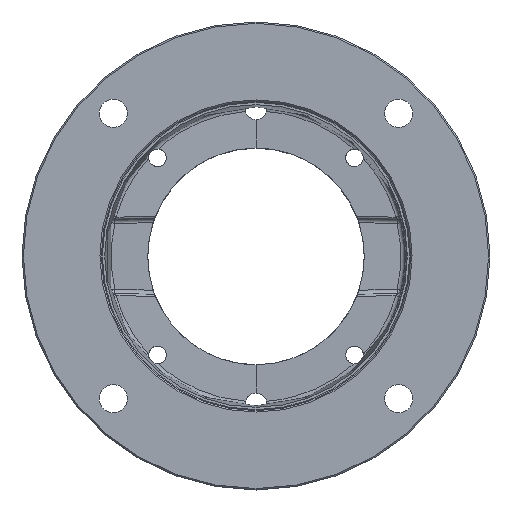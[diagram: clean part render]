
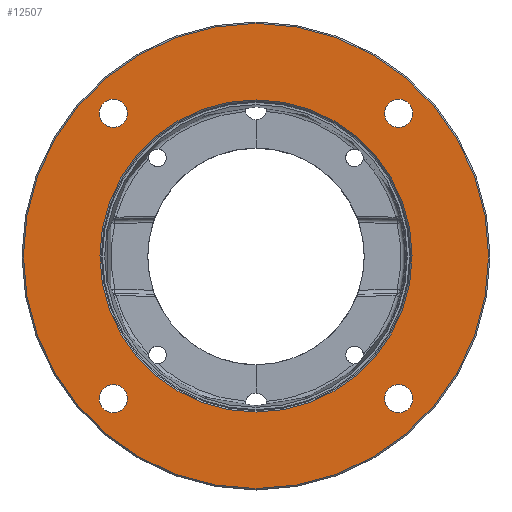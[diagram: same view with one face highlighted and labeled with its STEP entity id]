
A CAD part, top view. The second image highlights one B-rep face of the part: STEP entity #12507.
In plain terms, the highlighted planar face has unit normal (0, 0, 1).
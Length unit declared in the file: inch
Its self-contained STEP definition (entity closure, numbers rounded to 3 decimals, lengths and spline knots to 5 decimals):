
#12=CARTESIAN_POINT('',(0.,0.,-0.06));
#13=DIRECTION('',(0.,0.,1.));
#14=DIRECTION('',(0.,1.,0.));
#15=AXIS2_PLACEMENT_3D('',#12,#13,#14);
#21=CARTESIAN_POINT('',(0.,0.,-0.06));
#22=DIRECTION('',(0.,0.,-1.));
#23=DIRECTION('',(0.,1.,0.));
#24=AXIS2_PLACEMENT_3D('',#21,#22,#23);
#2125=CARTESIAN_POINT('',(-2.07713,2.07713,-0.06));
#2126=DIRECTION('',(0.,0.,-1.));
#2127=DIRECTION('',(-0.707,0.707,0.));
#2128=AXIS2_PLACEMENT_3D('',#2125,#2126,#2127);
#2130=CARTESIAN_POINT('',(-2.07713,2.07713,-0.06));
#2131=DIRECTION('',(0.,0.,-1.));
#2132=DIRECTION('',(0.707,-0.707,0.));
#2133=AXIS2_PLACEMENT_3D('',#2130,#2131,#2132);
#2135=CARTESIAN_POINT('',(-2.07713,-2.07713,-0.06));
#2136=DIRECTION('',(0.,0.,-1.));
#2137=DIRECTION('',(-0.707,-0.707,0.));
#2138=AXIS2_PLACEMENT_3D('',#2135,#2136,#2137);
#2140=CARTESIAN_POINT('',(-2.07713,-2.07713,-0.06));
#2141=DIRECTION('',(0.,0.,-1.));
#2142=DIRECTION('',(0.707,0.707,0.));
#2143=AXIS2_PLACEMENT_3D('',#2140,#2141,#2142);
#2145=CARTESIAN_POINT('',(2.07713,-2.07713,-0.06));
#2146=DIRECTION('',(0.,0.,-1.));
#2147=DIRECTION('',(0.707,-0.707,0.));
#2148=AXIS2_PLACEMENT_3D('',#2145,#2146,#2147);
#2150=CARTESIAN_POINT('',(2.07713,-2.07713,-0.06));
#2151=DIRECTION('',(0.,0.,-1.));
#2152=DIRECTION('',(-0.707,0.707,0.));
#2153=AXIS2_PLACEMENT_3D('',#2150,#2151,#2152);
#2155=CARTESIAN_POINT('',(2.07713,2.07713,-0.06));
#2156=DIRECTION('',(0.,0.,-1.));
#2157=DIRECTION('',(0.707,0.707,0.));
#2158=AXIS2_PLACEMENT_3D('',#2155,#2156,#2157);
#2160=CARTESIAN_POINT('',(2.07713,2.07713,-0.06));
#2161=DIRECTION('',(0.,0.,-1.));
#2162=DIRECTION('',(-0.707,-0.707,0.));
#2163=AXIS2_PLACEMENT_3D('',#2160,#2161,#2162);
#2165=CARTESIAN_POINT('',(0.,0.,-0.06));
#2166=DIRECTION('',(0.,0.,1.));
#2167=DIRECTION('',(0.,1.,0.));
#2168=AXIS2_PLACEMENT_3D('',#2165,#2166,#2167);
#2170=CARTESIAN_POINT('',(0.,0.,-0.06));
#2171=DIRECTION('',(0.,0.,1.));
#2172=DIRECTION('',(0.,-1.,0.));
#2173=AXIS2_PLACEMENT_3D('',#2170,#2171,#2172);
#8576=CARTESIAN_POINT('',(0.,3.385,-0.06));
#8577=CARTESIAN_POINT('',(0.,-3.385,-0.06));
#8578=VERTEX_POINT('',#8576);
#8579=VERTEX_POINT('',#8577);
#8604=CARTESIAN_POINT('',(-2.22208,2.22208,-0.06));
#8605=CARTESIAN_POINT('',(-1.93217,1.93217,-0.06));
#8606=VERTEX_POINT('',#8604);
#8607=VERTEX_POINT('',#8605);
#8624=CARTESIAN_POINT('',(-2.22208,-2.22208,-0.06));
#8625=CARTESIAN_POINT('',(-1.93217,-1.93217,-0.06));
#8626=VERTEX_POINT('',#8624);
#8627=VERTEX_POINT('',#8625);
#8632=CARTESIAN_POINT('',(2.22208,-2.22208,-0.06));
#8633=CARTESIAN_POINT('',(1.93217,-1.93217,-0.06));
#8634=VERTEX_POINT('',#8632);
#8635=VERTEX_POINT('',#8633);
#8640=CARTESIAN_POINT('',(2.22208,2.22208,-0.06));
#8641=CARTESIAN_POINT('',(1.93217,1.93217,-0.06));
#8642=VERTEX_POINT('',#8640);
#8643=VERTEX_POINT('',#8641);
#8664=CARTESIAN_POINT('',(0.,2.271,-0.06));
#8665=CARTESIAN_POINT('',(0.,-2.271,-0.06));
#8666=VERTEX_POINT('',#8664);
#8667=VERTEX_POINT('',#8665);
#12469=CARTESIAN_POINT('',(0.,0.,-0.06));
#12470=DIRECTION('',(0.,0.,1.));
#12471=DIRECTION('',(0.,1.,0.));
#12472=AXIS2_PLACEMENT_3D('',#12469,#12470,#12471);
#12473=PLANE('',#12472);
#12474=ORIENTED_EDGE('',*,*,#8834,.T.);
#12475=ORIENTED_EDGE('',*,*,#8819,.F.);
#12476=EDGE_LOOP('',(#12474,#12475));
#12477=FACE_OUTER_BOUND('',#12476,.F.);
#12479=ORIENTED_EDGE('',*,*,#12478,.F.);
#12481=ORIENTED_EDGE('',*,*,#12480,.F.);
#12482=EDGE_LOOP('',(#12479,#12481));
#12483=FACE_BOUND('',#12482,.F.);
#12485=ORIENTED_EDGE('',*,*,#12484,.F.);
#12487=ORIENTED_EDGE('',*,*,#12486,.F.);
#12488=EDGE_LOOP('',(#12485,#12487));
#12489=FACE_BOUND('',#12488,.F.);
#12491=ORIENTED_EDGE('',*,*,#12490,.F.);
#12493=ORIENTED_EDGE('',*,*,#12492,.F.);
#12494=EDGE_LOOP('',(#12491,#12493));
#12495=FACE_BOUND('',#12494,.F.);
#12497=ORIENTED_EDGE('',*,*,#12496,.F.);
#12499=ORIENTED_EDGE('',*,*,#12498,.F.);
#12500=EDGE_LOOP('',(#12497,#12499));
#12501=FACE_BOUND('',#12500,.F.);
#12503=ORIENTED_EDGE('',*,*,#12502,.T.);
#12504=ORIENTED_EDGE('',*,*,#12459,.T.);
#12505=EDGE_LOOP('',(#12503,#12504));
#12506=FACE_BOUND('',#12505,.F.);
#12507=ADVANCED_FACE('',(#12477,#12483,#12489,#12495,#12501,#12506),#12473,.T.);
#16=CIRCLE('',#15,3.385);
#25=CIRCLE('',#24,3.385);
#2129=CIRCLE('',#2128,0.205);
#2134=CIRCLE('',#2133,0.205);
#2139=CIRCLE('',#2138,0.205);
#2144=CIRCLE('',#2143,0.205);
#2149=CIRCLE('',#2148,0.205);
#2154=CIRCLE('',#2153,0.205);
#2159=CIRCLE('',#2158,0.205);
#2164=CIRCLE('',#2163,0.205);
#2169=CIRCLE('',#2168,2.271);
#2174=CIRCLE('',#2173,2.271);
#8819=EDGE_CURVE('',#8578,#8579,#16,.T.);
#8834=EDGE_CURVE('',#8578,#8579,#25,.T.);
#12459=EDGE_CURVE('',#8667,#8666,#2174,.T.);
#12478=EDGE_CURVE('',#8606,#8607,#2129,.T.);
#12480=EDGE_CURVE('',#8607,#8606,#2134,.T.);
#12484=EDGE_CURVE('',#8626,#8627,#2139,.T.);
#12486=EDGE_CURVE('',#8627,#8626,#2144,.T.);
#12490=EDGE_CURVE('',#8634,#8635,#2149,.T.);
#12492=EDGE_CURVE('',#8635,#8634,#2154,.T.);
#12496=EDGE_CURVE('',#8642,#8643,#2159,.T.);
#12498=EDGE_CURVE('',#8643,#8642,#2164,.T.);
#12502=EDGE_CURVE('',#8666,#8667,#2169,.T.);
